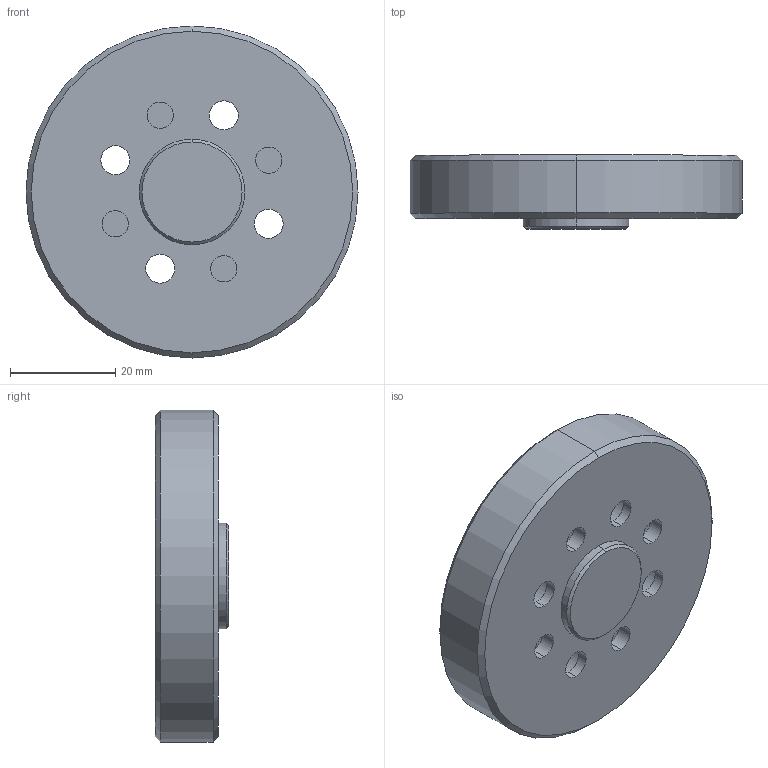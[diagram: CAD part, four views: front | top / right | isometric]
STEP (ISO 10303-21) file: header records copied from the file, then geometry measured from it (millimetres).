
FILE_DESCRIPTION (( 'STEP AP214' ), '1' );
FILE_NAME ('101517.step', '2019-02-04T09:28:57', ( '' ), ( '' ), 'SwSTEP 2.0', 'SolidWorks 2018', '' );
FILE_SCHEMA (( 'AUTOMOTIVE_DESIGN' ));
Length unit declared in the file: millimetre
Products named in the file (1): 101517
Bounding box: 63 x 14 x 63 mm (x, y, z)
Volume: 30060.7 mm3; surface area: 10323.7 mm2
Topology: 1 solids, 1 shells, 117 faces, 291 edges, 180 vertices
Faces by surface type: cylinder 53, cone 31, plane 24, bspline 9
Entity records: 4122 total; most frequent: CARTESIAN_POINT 1238, DIRECTION 588, ORIENTED_EDGE 562, EDGE_CURVE 281, AXIS2_PLACEMENT_3D 234, VERTEX_POINT 180, EDGE_LOOP 139, CIRCLE 125
